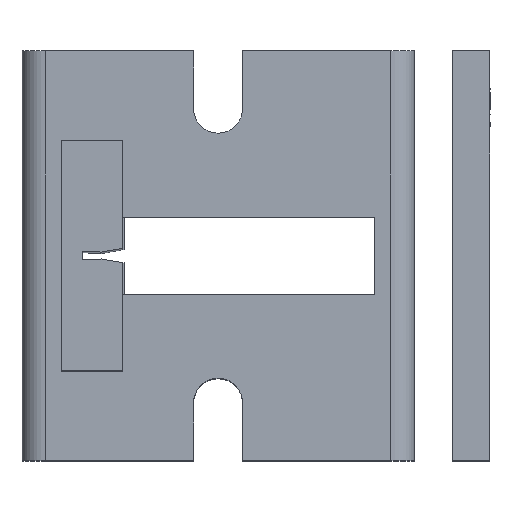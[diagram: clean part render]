
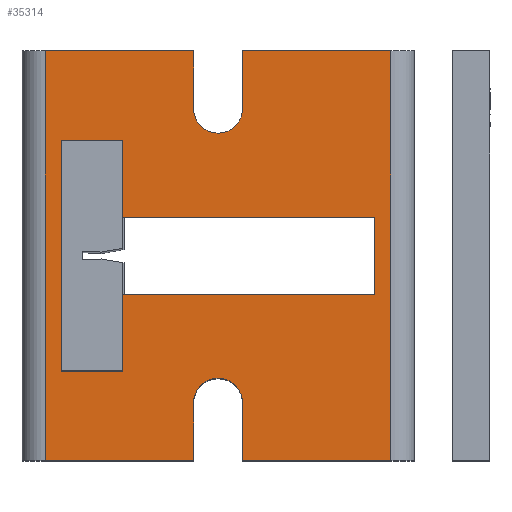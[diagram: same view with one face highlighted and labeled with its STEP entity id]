
A CAD part, top view. The second image highlights one B-rep face of the part: STEP entity #35314.
In plain terms, the highlighted planar face has unit normal (0, 0, 1).
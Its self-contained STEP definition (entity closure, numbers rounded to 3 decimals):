
#58=CIRCLE('',#36793,3.175);
#59=CIRCLE('',#36794,3.175);
#125=FACE_BOUND('',#3971,.T.);
#1978=FACE_OUTER_BOUND('',#3970,.T.);
#3970=EDGE_LOOP('',(#27203,#27204,#27205,#27206,#27207,#27208,#27209,#27210,
#27211,#27212,#27213,#27214));
#3971=EDGE_LOOP('',(#27215,#27216,#27217,#27218));
#8415=LINE('',#53560,#11769);
#8416=LINE('',#53563,#11770);
#8417=LINE('',#53565,#11771);
#8418=LINE('',#53569,#11772);
#8419=LINE('',#53571,#11773);
#8420=LINE('',#53573,#11774);
#8421=LINE('',#53575,#11775);
#8422=LINE('',#53577,#11776);
#8423=LINE('',#53581,#11777);
#8424=LINE('',#53582,#11778);
#8425=LINE('',#53585,#11779);
#8426=LINE('',#53587,#11780);
#8427=LINE('',#53589,#11781);
#8428=LINE('',#53590,#11782);
#11769=VECTOR('',#39241,10.);
#11770=VECTOR('',#39244,10.);
#11771=VECTOR('',#39245,10.);
#11772=VECTOR('',#39248,10.);
#11773=VECTOR('',#39249,10.);
#11774=VECTOR('',#39250,10.);
#11775=VECTOR('',#39251,10.);
#11776=VECTOR('',#39252,10.);
#11777=VECTOR('',#39255,10.);
#11778=VECTOR('',#39256,10.);
#11779=VECTOR('',#39257,10.);
#11780=VECTOR('',#39258,10.);
#11781=VECTOR('',#39259,10.);
#11782=VECTOR('',#39260,10.);
#15378=VERTEX_POINT('',#53553);
#15381=VERTEX_POINT('',#53558);
#15382=VERTEX_POINT('',#53562);
#15383=VERTEX_POINT('',#53564);
#15384=VERTEX_POINT('',#53566);
#15385=VERTEX_POINT('',#53568);
#15386=VERTEX_POINT('',#53570);
#15387=VERTEX_POINT('',#53572);
#15388=VERTEX_POINT('',#53574);
#15389=VERTEX_POINT('',#53576);
#15390=VERTEX_POINT('',#53578);
#15391=VERTEX_POINT('',#53580);
#15392=VERTEX_POINT('',#53583);
#15393=VERTEX_POINT('',#53584);
#15394=VERTEX_POINT('',#53586);
#15395=VERTEX_POINT('',#53588);
#19663=EDGE_CURVE('',#15381,#15378,#8415,.T.);
#19664=EDGE_CURVE('',#15382,#15381,#8416,.T.);
#19665=EDGE_CURVE('',#15382,#15383,#8417,.T.);
#19666=EDGE_CURVE('',#15383,#15384,#58,.T.);
#19667=EDGE_CURVE('',#15384,#15385,#8418,.T.);
#19668=EDGE_CURVE('',#15386,#15385,#8419,.T.);
#19669=EDGE_CURVE('',#15387,#15386,#8420,.T.);
#19670=EDGE_CURVE('',#15387,#15388,#8421,.T.);
#19671=EDGE_CURVE('',#15388,#15389,#8422,.T.);
#19672=EDGE_CURVE('',#15389,#15390,#59,.T.);
#19673=EDGE_CURVE('',#15390,#15391,#8423,.T.);
#19674=EDGE_CURVE('',#15391,#15378,#8424,.T.);
#19675=EDGE_CURVE('',#15392,#15393,#8425,.T.);
#19676=EDGE_CURVE('',#15393,#15394,#8426,.T.);
#19677=EDGE_CURVE('',#15394,#15395,#8427,.T.);
#19678=EDGE_CURVE('',#15395,#15392,#8428,.T.);
#27203=ORIENTED_EDGE('',*,*,#19663,.F.);
#27204=ORIENTED_EDGE('',*,*,#19664,.F.);
#27205=ORIENTED_EDGE('',*,*,#19665,.T.);
#27206=ORIENTED_EDGE('',*,*,#19666,.T.);
#27207=ORIENTED_EDGE('',*,*,#19667,.T.);
#27208=ORIENTED_EDGE('',*,*,#19668,.F.);
#27209=ORIENTED_EDGE('',*,*,#19669,.F.);
#27210=ORIENTED_EDGE('',*,*,#19670,.T.);
#27211=ORIENTED_EDGE('',*,*,#19671,.T.);
#27212=ORIENTED_EDGE('',*,*,#19672,.T.);
#27213=ORIENTED_EDGE('',*,*,#19673,.T.);
#27214=ORIENTED_EDGE('',*,*,#19674,.T.);
#27215=ORIENTED_EDGE('',*,*,#19675,.T.);
#27216=ORIENTED_EDGE('',*,*,#19676,.T.);
#27217=ORIENTED_EDGE('',*,*,#19677,.T.);
#27218=ORIENTED_EDGE('',*,*,#19678,.T.);
#33900=PLANE('',#36792);
#35314=ADVANCED_FACE('',(#1978,#125),#33900,.T.);
#36792=AXIS2_PLACEMENT_3D('',#53561,#39242,#39243);
#36793=AXIS2_PLACEMENT_3D('',#53567,#39246,#39247);
#36794=AXIS2_PLACEMENT_3D('',#53579,#39253,#39254);
#39241=DIRECTION('',(0.,-1.,0.));
#39242=DIRECTION('center_axis',(0.,0.,1.));
#39243=DIRECTION('ref_axis',(0.,-1.,0.));
#39244=DIRECTION('',(1.,0.,0.));
#39245=DIRECTION('',(0.,-1.,0.));
#39246=DIRECTION('center_axis',(0.,0.,-1.));
#39247=DIRECTION('ref_axis',(1.,0.,0.));
#39248=DIRECTION('',(0.,1.,0.));
#39249=DIRECTION('',(1.,0.,0.));
#39250=DIRECTION('',(0.,1.,0.));
#39251=DIRECTION('',(1.,0.,0.));
#39252=DIRECTION('',(0.,1.,0.));
#39253=DIRECTION('center_axis',(0.,0.,-1.));
#39254=DIRECTION('ref_axis',(1.,0.,0.));
#39255=DIRECTION('',(0.,-1.,0.));
#39256=DIRECTION('',(1.,0.,0.));
#39257=DIRECTION('',(0.,-1.,0.));
#39258=DIRECTION('',(-1.,0.,0.));
#39259=DIRECTION('',(0.,1.,0.));
#39260=DIRECTION('',(1.,0.,0.));
#53553=CARTESIAN_POINT('',(47.8,-26.543,25.4));
#53558=CARTESIAN_POINT('',(47.8,26.543,25.4));
#53560=CARTESIAN_POINT('',(47.8,13.272,25.4));
#53561=CARTESIAN_POINT('Origin',(0.,26.543,25.4));
#53562=CARTESIAN_POINT('',(28.575,26.543,25.4));
#53563=CARTESIAN_POINT('',(0.,26.543,25.4));
#53564=CARTESIAN_POINT('',(28.575,19.05,25.4));
#53565=CARTESIAN_POINT('',(28.575,22.797,25.4));
#53566=CARTESIAN_POINT('',(22.225,19.05,25.4));
#53567=CARTESIAN_POINT('Origin',(25.4,19.05,25.4));
#53568=CARTESIAN_POINT('',(22.225,26.543,25.4));
#53569=CARTESIAN_POINT('',(22.225,26.543,25.4));
#53570=CARTESIAN_POINT('',(3.,26.543,25.4));
#53571=CARTESIAN_POINT('',(0.,26.543,25.4));
#53572=CARTESIAN_POINT('',(3.,-26.543,25.4));
#53573=CARTESIAN_POINT('',(3.,13.272,25.4));
#53574=CARTESIAN_POINT('',(22.225,-26.543,25.4));
#53575=CARTESIAN_POINT('',(0.,-26.543,25.4));
#53576=CARTESIAN_POINT('',(22.225,-19.05,25.4));
#53577=CARTESIAN_POINT('',(22.225,0.,25.4));
#53578=CARTESIAN_POINT('',(28.575,-19.05,25.4));
#53579=CARTESIAN_POINT('Origin',(25.4,-19.05,25.4));
#53580=CARTESIAN_POINT('',(28.575,-26.543,25.4));
#53581=CARTESIAN_POINT('',(28.575,3.747,25.4));
#53582=CARTESIAN_POINT('',(0.,-26.543,25.4));
#53583=CARTESIAN_POINT('',(45.72,5.,25.4));
#53584=CARTESIAN_POINT('',(45.72,-5.,25.4));
#53585=CARTESIAN_POINT('',(45.72,15.772,25.4));
#53586=CARTESIAN_POINT('',(5.08,-5.,25.4));
#53587=CARTESIAN_POINT('',(22.86,-5.,25.4));
#53588=CARTESIAN_POINT('',(5.08,5.,25.4));
#53589=CARTESIAN_POINT('',(5.08,10.772,25.4));
#53590=CARTESIAN_POINT('',(2.54,5.,25.4));
